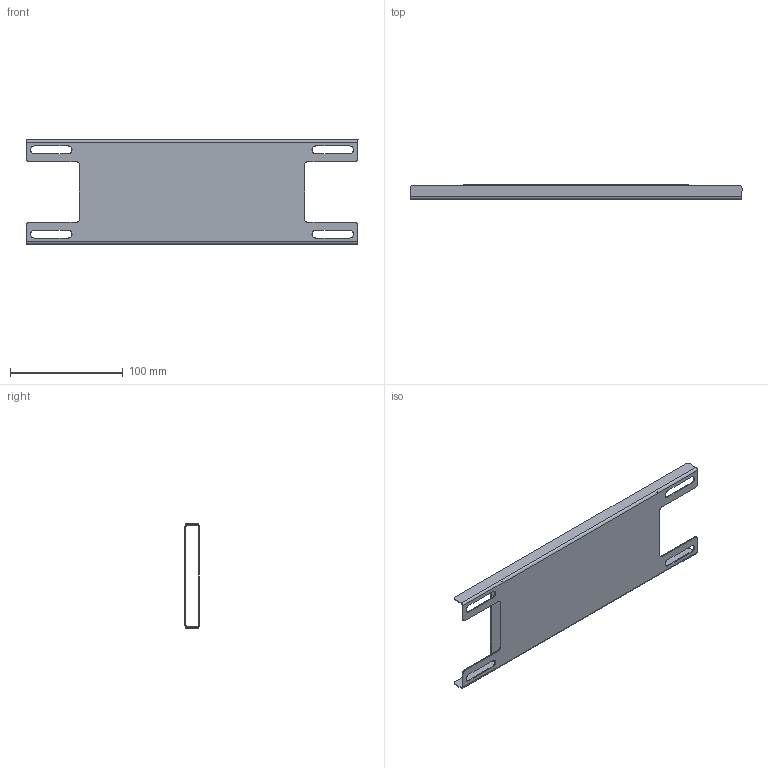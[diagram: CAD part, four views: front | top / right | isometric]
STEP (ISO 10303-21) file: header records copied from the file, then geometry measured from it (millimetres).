
FILE_DESCRIPTION (( 'STEP AP203' ), '1' );
FILE_NAME ('505214xxB_Swedstyle Transporter Twin .STEP', '2022-09-30T10:56:31', ( '' ), ( '' ), 'SwSTEP 2.0', 'SolidWorks 2021', '' );
FILE_SCHEMA (( 'CONFIG_CONTROL_DESIGN' ));
Length unit declared in the file: millimetre
Products named in the file (1): 505214xxB_Swedstyle Transporter Twin 
Bounding box: 295 x 12.8 x 93 mm (x, y, z)
Surface area: 97449.2 mm2 (no closed solid volume)
Topology: 0 solids, 2 shells, 82 faces, 212 edges, 132 vertices
Faces by surface type: plane 48, cylinder 34
Entity records: 2558 total; most frequent: DIRECTION 446, CARTESIAN_POINT 427, ORIENTED_EDGE 406, EDGE_CURVE 212, AXIS2_PLACEMENT_3D 151, VECTOR 144, LINE 144, VERTEX_POINT 132
